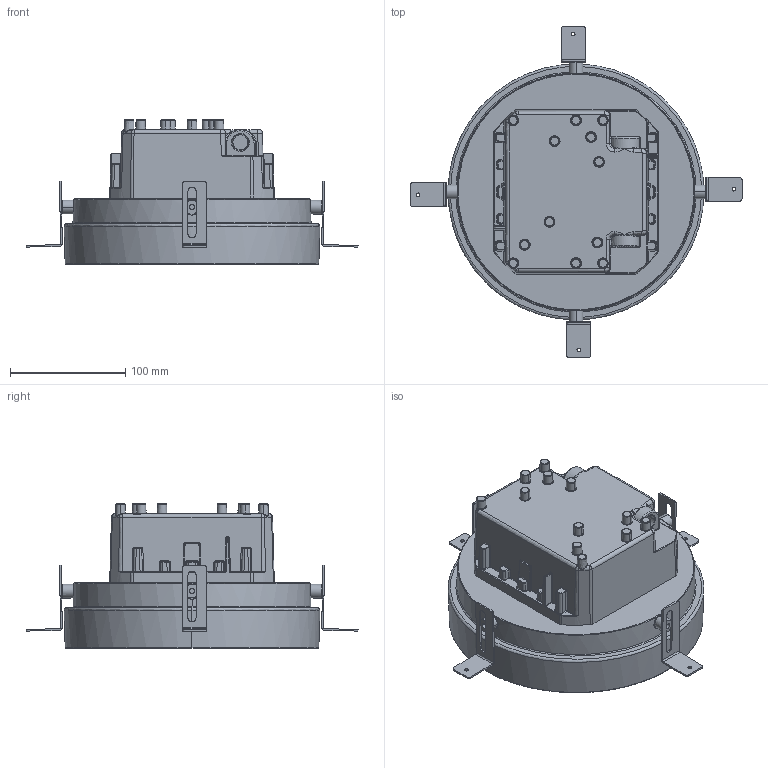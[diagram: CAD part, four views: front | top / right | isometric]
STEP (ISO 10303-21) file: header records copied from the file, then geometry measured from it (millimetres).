
FILE_DESCRIPTION(/* description */ (''),/* implementation_level */ '2;1');
FILE_NAME(/* name */ 'T413150_EGO 220 VETRO DL TONDO',/* time_stamp */ '2018-02-02T17:57:09+01:00',/* author */ (''),/* organization */ (''),/* preprocessor_version */ 'ST-DEVELOPER v15',/* originating_system */ '',/* authorisation */ '');
FILE_SCHEMA (('CONFIG_CONTROL_DESIGN'));
Products named in the file (1): Document
Bounding box: 288.05 x 288.05 x 125.1 mm (x, y, z)
Volume: 313236.2 mm3; surface area: 354306.7 mm2
Topology: 12 solids, 19 shells, 2031 faces, 5037 edges, 2765 vertices
Faces by surface type: bspline 1734, plane 297
Entity records: 91162 total; most frequent: CARTESIAN_POINT 65269, ORIENTED_EDGE 9558, EDGE_CURVE 4849, VERTEX_POINT 2765, EDGE_LOOP 2092, ADVANCED_FACE 2026, FACE_OUTER_BOUND 2026, B_SPLINE_CURVE_WITH_KNOTS 1493
